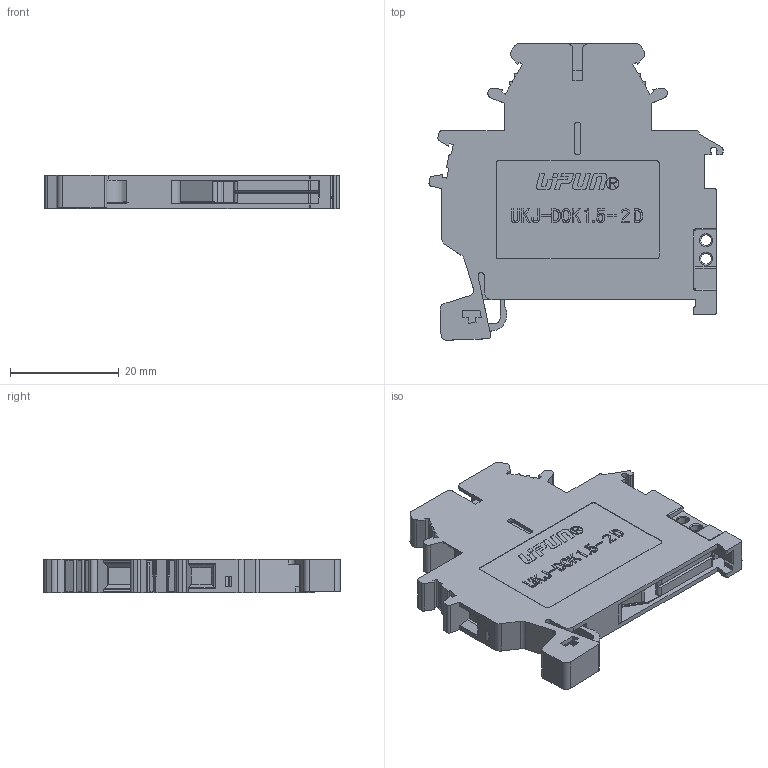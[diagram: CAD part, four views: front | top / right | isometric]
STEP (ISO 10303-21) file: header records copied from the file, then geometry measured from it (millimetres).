
FILE_DESCRIPTION((''),'2;1');
FILE_NAME('8YB754452','2022-11-15T',('ASUS'),(''),'PRO/ENGINEER BY PARAMETRIC TECHNOLOGY CORPORATION, 2013230','PRO/ENGINEER BY PARAMETRIC TECHNOLOGY CORPORATION, 2013230','');
FILE_SCHEMA(('CONFIG_CONTROL_DESIGN'));
Length unit declared in the file: millimetre
Products named in the file (1): 8YB754452
Bounding box: 54.01 x 54.47 x 6.2 mm (x, y, z)
Volume: 7756.7 mm3; surface area: 9637.7 mm2
Topology: 1 solids, 30 shells, 1075 faces, 2867 edges, 1853 vertices
Faces by surface type: plane 609, cylinder 251, cone 101, torus 88, extrusion 24, bspline 2
Entity records: 34251 total; most frequent: CARTESIAN_POINT 6979, ORIENTED_EDGE 5718, DIRECTION 5657, EDGE_CURVE 2859, VECTOR 1887, AXIS2_PLACEMENT_3D 1885, LINE 1863, VERTEX_POINT 1853
